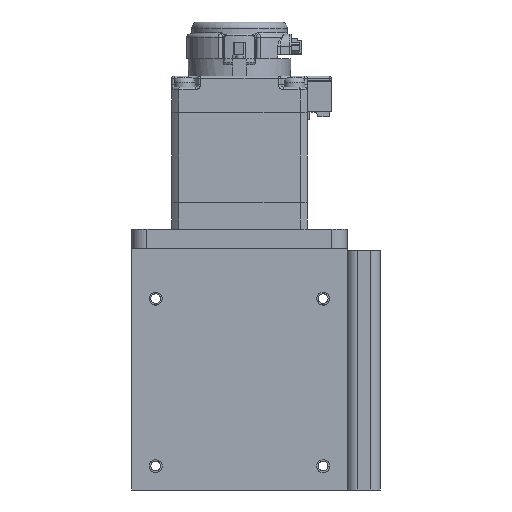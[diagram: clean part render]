
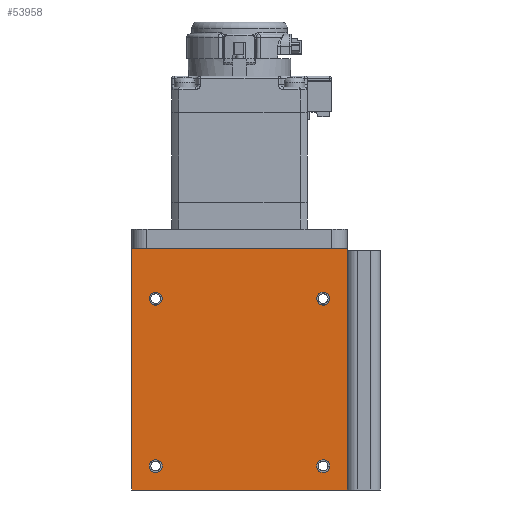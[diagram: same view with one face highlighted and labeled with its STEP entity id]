
A CAD part, front view. The second image highlights one B-rep face of the part: STEP entity #53958.
In plain terms, the highlighted planar face has unit normal (0, -1, 0).
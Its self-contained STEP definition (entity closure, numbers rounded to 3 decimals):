
#352 = CARTESIAN_POINT ( 'NONE',  ( 17.5, 0., -17.5 ) ) ;
#1278 = PLANE ( 'NONE',  #22127 ) ;
#2558 = ORIENTED_EDGE ( 'NONE', *, *, #42943, .T. ) ;
#2797 = EDGE_CURVE ( 'NONE', #66989, #15408, #19554, .T. ) ;
#4432 = CARTESIAN_POINT ( 'NONE',  ( 17.5, 0., -17.5 ) ) ;
#5897 = EDGE_CURVE ( 'NONE', #66989, #40875, #53539, .T. ) ;
#6558 = CIRCLE ( 'NONE', #75778, 1.353 ) ;
#6569 = DIRECTION ( 'NONE',  ( 0., 0., 1. ) ) ;
#6970 = EDGE_CURVE ( 'NONE', #59904, #7951, #64755, .T. ) ;
#7289 = CARTESIAN_POINT ( 'NONE',  ( 17.5, 0., 17.5 ) ) ;
#7732 = FACE_BOUND ( 'NONE', #31096, .T. ) ;
#7951 = VERTEX_POINT ( 'NONE', #31179 ) ;
#8822 = VERTEX_POINT ( 'NONE', #18087 ) ;
#9712 = ORIENTED_EDGE ( 'NONE', *, *, #57658, .T. ) ;
#10523 = CARTESIAN_POINT ( 'NONE',  ( 17.5, 0., 16.147 ) ) ;
#10843 = AXIS2_PLACEMENT_3D ( 'NONE', #45644, #22297, #14716 ) ;
#11600 = DIRECTION ( 'NONE',  ( 0., 0., 1. ) ) ;
#11901 = AXIS2_PLACEMENT_3D ( 'NONE', #20870, #26874, #27258 ) ;
#12393 = VECTOR ( 'NONE', #72388, 1000. ) ;
#12587 = CARTESIAN_POINT ( 'NONE',  ( 0., 0., 22.5 ) ) ;
#12679 = CARTESIAN_POINT ( 'NONE',  ( 22.5, 0., 28. ) ) ;
#12867 = DIRECTION ( 'NONE',  ( 0., 1., 0. ) ) ;
#12916 = CIRCLE ( 'NONE', #29464, 1.353 ) ;
#13314 = DIRECTION ( 'NONE',  ( 0., 0., 1. ) ) ;
#13703 = CARTESIAN_POINT ( 'NONE',  ( 17.5, 0., 17.5 ) ) ;
#14716 = DIRECTION ( 'NONE',  ( 0., 0., 1. ) ) ;
#14718 = AXIS2_PLACEMENT_3D ( 'NONE', #352, #12867, #49009 ) ;
#15294 = EDGE_CURVE ( 'NONE', #15408, #48876, #59893, .T. ) ;
#15408 = VERTEX_POINT ( 'NONE', #74351 ) ;
#16370 = ORIENTED_EDGE ( 'NONE', *, *, #2797, .T. ) ;
#16919 = CARTESIAN_POINT ( 'NONE',  ( 0., 0., -22.5 ) ) ;
#18084 = DIRECTION ( 'NONE',  ( 0., 1., 0. ) ) ;
#18087 = CARTESIAN_POINT ( 'NONE',  ( -17.5, 0., 16.147 ) ) ;
#18568 = FACE_BOUND ( 'NONE', #39652, .T. ) ;
#18987 = DIRECTION ( 'NONE',  ( 0., 1., 0. ) ) ;
#19554 = LINE ( 'NONE', #25950, #44007 ) ;
#20870 = CARTESIAN_POINT ( 'NONE',  ( -17.5, 0., -17.5 ) ) ;
#21783 = DIRECTION ( 'NONE',  ( 0., 0., -1. ) ) ;
#22127 = AXIS2_PLACEMENT_3D ( 'NONE', #12587, #18987, #6569 ) ;
#22297 = DIRECTION ( 'NONE',  ( 0., 1., 0. ) ) ;
#22898 = CARTESIAN_POINT ( 'NONE',  ( -17.5, 0., -18.853 ) ) ;
#23611 = DIRECTION ( 'NONE',  ( 0., 1., 0. ) ) ;
#24929 = DIRECTION ( 'NONE',  ( 0., 1., 0. ) ) ;
#24988 = FACE_BOUND ( 'NONE', #74228, .T. ) ;
#25950 = CARTESIAN_POINT ( 'NONE',  ( -22.5, 0., 28. ) ) ;
#26756 = ORIENTED_EDGE ( 'NONE', *, *, #15294, .T. ) ;
#26874 = DIRECTION ( 'NONE',  ( 0., 1., 0. ) ) ;
#26878 = ORIENTED_EDGE ( 'NONE', *, *, #64924, .T. ) ;
#27258 = DIRECTION ( 'NONE',  ( 0., 0., 1. ) ) ;
#29464 = AXIS2_PLACEMENT_3D ( 'NONE', #4432, #18084, #78735 ) ;
#30467 = ORIENTED_EDGE ( 'NONE', *, *, #5897, .F. ) ;
#31096 = EDGE_LOOP ( 'NONE', ( #26878, #39198 ) ) ;
#31179 = CARTESIAN_POINT ( 'NONE',  ( 17.5, 0., -16.147 ) ) ;
#31366 = EDGE_CURVE ( 'NONE', #72604, #8822, #45450, .T. ) ;
#32521 = CARTESIAN_POINT ( 'NONE',  ( 17.5, 0., -18.853 ) ) ;
#34129 = DIRECTION ( 'NONE',  ( 1., 0., 0. ) ) ;
#36081 = EDGE_LOOP ( 'NONE', ( #78539, #50672 ) ) ;
#37741 = DIRECTION ( 'NONE',  ( 0., 0., 1. ) ) ;
#39198 = ORIENTED_EDGE ( 'NONE', *, *, #64940, .T. ) ;
#39652 = EDGE_LOOP ( 'NONE', ( #49092, #58887 ) ) ;
#40875 = VERTEX_POINT ( 'NONE', #67060 ) ;
#42677 = EDGE_CURVE ( 'NONE', #7951, #59904, #12916, .T. ) ;
#42943 = EDGE_CURVE ( 'NONE', #8822, #72604, #6558, .T. ) ;
#43843 = DIRECTION ( 'NONE',  ( 0., 1., 0. ) ) ;
#44007 = VECTOR ( 'NONE', #73405, 1000. ) ;
#45450 = CIRCLE ( 'NONE', #10843, 1.353 ) ;
#45644 = CARTESIAN_POINT ( 'NONE',  ( -17.5, 0., 17.5 ) ) ;
#45930 = EDGE_CURVE ( 'NONE', #77632, #55443, #70959, .T. ) ;
#47256 = CIRCLE ( 'NONE', #52436, 1.353 ) ;
#47419 = LINE ( 'NONE', #16919, #60033 ) ;
#47426 = EDGE_LOOP ( 'NONE', ( #26756, #9712, #30467, #16370 ) ) ;
#48261 = CARTESIAN_POINT ( 'NONE',  ( 22.5, 0., 22.5 ) ) ;
#48876 = VERTEX_POINT ( 'NONE', #76225 ) ;
#49009 = DIRECTION ( 'NONE',  ( 0., 0., 1. ) ) ;
#49092 = ORIENTED_EDGE ( 'NONE', *, *, #42677, .T. ) ;
#50672 = ORIENTED_EDGE ( 'NONE', *, *, #45930, .T. ) ;
#50951 = EDGE_CURVE ( 'NONE', #55443, #77632, #73118, .T. ) ;
#52436 = AXIS2_PLACEMENT_3D ( 'NONE', #13703, #24929, #13314 ) ;
#53379 = CARTESIAN_POINT ( 'NONE',  ( -17.5, 0., 17.5 ) ) ;
#53539 = LINE ( 'NONE', #48261, #12393 ) ;
#53958 = ADVANCED_FACE ( 'NONE', ( #73629, #68761, #24988, #7732, #18568 ), #1278, .F. ) ;
#55443 = VERTEX_POINT ( 'NONE', #55548 ) ;
#55548 = CARTESIAN_POINT ( 'NONE',  ( -17.5, 0., -16.147 ) ) ;
#56269 = AXIS2_PLACEMENT_3D ( 'NONE', #7289, #43843, #37741 ) ;
#57658 = EDGE_CURVE ( 'NONE', #48876, #40875, #47419, .T. ) ;
#58887 = ORIENTED_EDGE ( 'NONE', *, *, #6970, .T. ) ;
#59893 = LINE ( 'NONE', #76813, #73975 ) ;
#59904 = VERTEX_POINT ( 'NONE', #32521 ) ;
#60033 = VECTOR ( 'NONE', #34129, 1000. ) ;
#60203 = CARTESIAN_POINT ( 'NONE',  ( -17.5, 0., -17.5 ) ) ;
#63285 = CARTESIAN_POINT ( 'NONE',  ( -17.5, 0., 18.853 ) ) ;
#63494 = VERTEX_POINT ( 'NONE', #76285 ) ;
#64092 = AXIS2_PLACEMENT_3D ( 'NONE', #60203, #23611, #70713 ) ;
#64755 = CIRCLE ( 'NONE', #14718, 1.353 ) ;
#64924 = EDGE_CURVE ( 'NONE', #63494, #68312, #47256, .T. ) ;
#64940 = EDGE_CURVE ( 'NONE', #68312, #63494, #70396, .T. ) ;
#66989 = VERTEX_POINT ( 'NONE', #12679 ) ;
#67060 = CARTESIAN_POINT ( 'NONE',  ( 22.5, 0., -22.5 ) ) ;
#68312 = VERTEX_POINT ( 'NONE', #10523 ) ;
#68761 = FACE_BOUND ( 'NONE', #36081, .T. ) ;
#70396 = CIRCLE ( 'NONE', #56269, 1.353 ) ;
#70713 = DIRECTION ( 'NONE',  ( 0., 0., 1. ) ) ;
#70959 = CIRCLE ( 'NONE', #11901, 1.353 ) ;
#71429 = ORIENTED_EDGE ( 'NONE', *, *, #31366, .T. ) ;
#72388 = DIRECTION ( 'NONE',  ( 0., 0., -1. ) ) ;
#72604 = VERTEX_POINT ( 'NONE', #63285 ) ;
#73118 = CIRCLE ( 'NONE', #64092, 1.353 ) ;
#73405 = DIRECTION ( 'NONE',  ( -1., 0., 0. ) ) ;
#73629 = FACE_OUTER_BOUND ( 'NONE', #47426, .T. ) ;
#73975 = VECTOR ( 'NONE', #21783, 1000. ) ;
#74228 = EDGE_LOOP ( 'NONE', ( #71429, #2558 ) ) ;
#74351 = CARTESIAN_POINT ( 'NONE',  ( -22.5, 0., 28. ) ) ;
#75778 = AXIS2_PLACEMENT_3D ( 'NONE', #53379, #79039, #11600 ) ;
#76225 = CARTESIAN_POINT ( 'NONE',  ( -22.5, 0., -22.5 ) ) ;
#76285 = CARTESIAN_POINT ( 'NONE',  ( 17.5, 0., 18.853 ) ) ;
#76813 = CARTESIAN_POINT ( 'NONE',  ( -22.5, 0., 22.5 ) ) ;
#77632 = VERTEX_POINT ( 'NONE', #22898 ) ;
#78539 = ORIENTED_EDGE ( 'NONE', *, *, #50951, .T. ) ;
#78735 = DIRECTION ( 'NONE',  ( 0., 0., 1. ) ) ;
#79039 = DIRECTION ( 'NONE',  ( 0., 1., 0. ) ) ;
